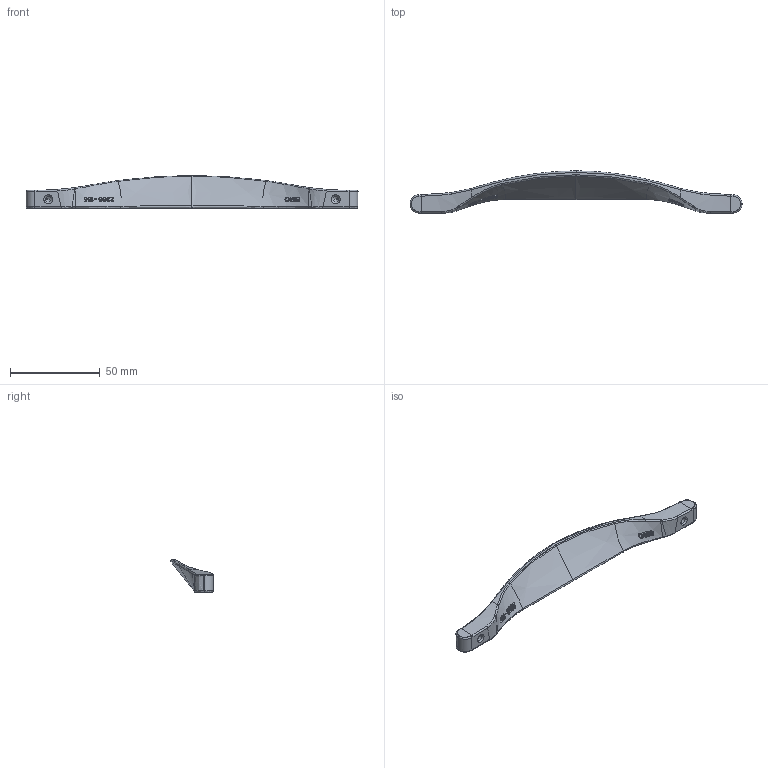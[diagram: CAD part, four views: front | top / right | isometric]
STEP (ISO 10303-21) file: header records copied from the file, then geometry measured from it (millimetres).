
FILE_DESCRIPTION(('Creo Elements/Direct Modeling STEP Export'),'2;1');
FILE_NAME('2356-185.stp','2022-05-04T 9:09:04',(''),(''),'Creo Elements/Direct Modeling STEP processor for AP214 (Solid Model)','Creo Elements/Direct Modeling 20.0 12-Nov-2016 (C) Parametric Technology GmbH','');
FILE_SCHEMA(('AUTOMOTIVE_DESIGN { 1 0 10303 214 1 1 1 1 }'));
Length unit declared in the file: millimetre
Products named in the file (1): ZN-9616
Bounding box: 184.8 x 23.42 x 18.12 mm (x, y, z)
Volume: 13333.1 mm3; surface area: 8154.9 mm2
Topology: 1 solids, 1 shells, 686 faces, 1937 edges, 1270 vertices
Faces by surface type: plane 578, bspline 81, cylinder 19, cone 8
Entity records: 102030 total; most frequent: CARTESIAN_POINT 86076, ORIENTED_EDGE 3866, EDGE_CURVE 1933, DIRECTION 1845, VERTEX_POINT 1270, B_SPLINE_CURVE_WITH_KNOTS 1260, SURFACE_CURVE 1146, EDGE_LOOP 707
